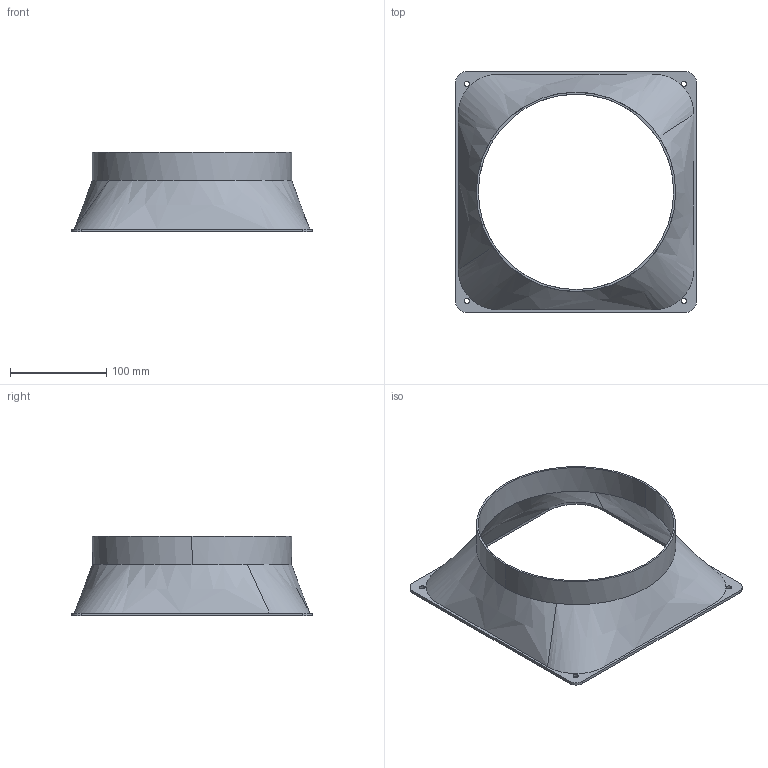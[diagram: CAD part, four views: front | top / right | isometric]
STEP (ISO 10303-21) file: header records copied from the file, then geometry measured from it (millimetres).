
FILE_DESCRIPTION (( 'STEP AP214' ), '1' );
FILE_NAME ('Top-Section-Heat-Capture-Gale-8in-(v1.2).STEP', '2025-08-08T16:15:55', ( '' ), ( '' ), 'SwSTEP 2.0', 'SolidWorks 2023', '' );
FILE_SCHEMA (( 'AUTOMOTIVE_DESIGN' ));
Length unit declared in the file: millimetre
Products named in the file (1): Top-Section-Heat-Capture-Gale-8in-(v1.2)
Bounding box: 250 x 250 x 83 mm (x, y, z)
Volume: 136363.9 mm3; surface area: 147556.1 mm2
Topology: 1 solids, 1 shells, 36 faces, 98 edges, 64 vertices
Faces by surface type: cylinder 20, plane 12, bspline 4
Entity records: 4445 total; most frequent: CARTESIAN_POINT 3485, ORIENTED_EDGE 196, DIRECTION 194, EDGE_CURVE 98, AXIS2_PLACEMENT_3D 75, VERTEX_POINT 64, EDGE_LOOP 46, LINE 44
